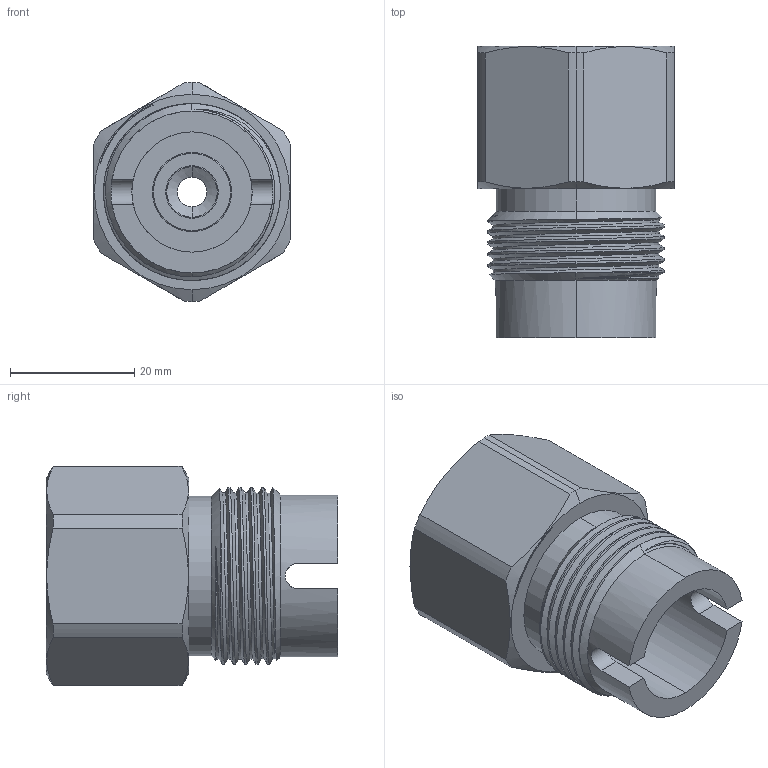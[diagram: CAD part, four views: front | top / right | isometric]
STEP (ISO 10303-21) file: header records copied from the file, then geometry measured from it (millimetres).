
FILE_DESCRIPTION (( 'STEP AP203' ), '1' );
FILE_NAME ('AD-728MMO-4FNPT.STEP', '2025-08-08T17:18:05', ( '' ), ( '' ), 'SwSTEP 2.0', 'SolidWorks 2018', '' );
FILE_SCHEMA (( 'CONFIG_CONTROL_DESIGN' ));
Length unit declared in the file: inch
Products named in the file (1): AD-728MMO-4FNPT
Bounding box: 31.75 x 46.99 x 35.31 mm (x, y, z)
Volume: 25843 mm3; surface area: 8807.4 mm2
Topology: 1 solids, 1 shells, 187 faces, 500 edges, 330 vertices
Faces by surface type: plane 83, bspline 39, cylinder 35, cone 28, torus 2
Entity records: 20274 total; most frequent: CARTESIAN_POINT 15884, ORIENTED_EDGE 1000, DIRECTION 705, EDGE_CURVE 500, VERTEX_POINT 330, VECTOR 277, LINE 277, AXIS2_PLACEMENT_3D 214
